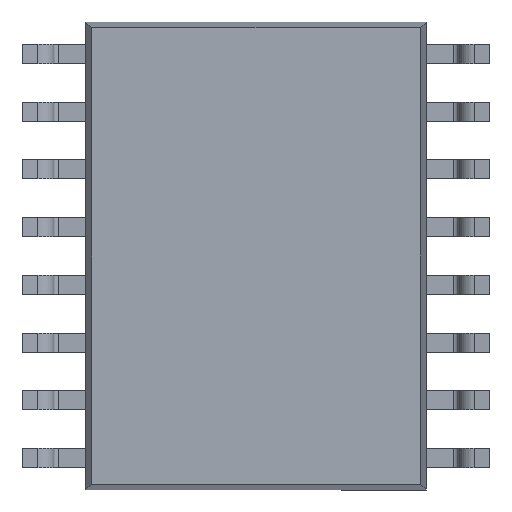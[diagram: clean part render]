
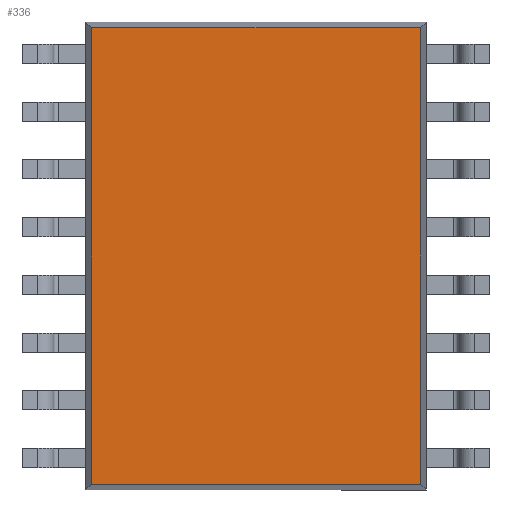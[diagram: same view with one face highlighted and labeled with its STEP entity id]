
A CAD part, front view. The second image highlights one B-rep face of the part: STEP entity #336.
In plain terms, the highlighted planar face has unit normal (0, -1, 0).
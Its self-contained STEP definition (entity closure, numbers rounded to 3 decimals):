
#165 = ORIENTED_EDGE ( 'NONE', *, *, #4219, .T. ) ;
#336 = ADVANCED_FACE ( 'NONE', ( #4109 ), #5769, .T. ) ;
#358 = VECTOR ( 'NONE', #4951, 1000. ) ;
#535 = CARTESIAN_POINT ( 'NONE',  ( 3.75, 0.25, 5.02 ) ) ;
#1118 = VECTOR ( 'NONE', #7016, 1000. ) ;
#1151 = EDGE_CURVE ( 'NONE', #4811, #2036, #7088, .T. ) ;
#1510 = VERTEX_POINT ( 'NONE', #2706 ) ;
#1539 = EDGE_LOOP ( 'NONE', ( #5290, #165, #5787, #1553 ) ) ;
#1553 = ORIENTED_EDGE ( 'NONE', *, *, #1151, .T. ) ;
#1720 = AXIS2_PLACEMENT_3D ( 'NONE', #4040, #5843, #4679 ) ;
#1833 = DIRECTION ( 'NONE',  ( -1., 0., 0. ) ) ;
#1964 = VERTEX_POINT ( 'NONE', #3423 ) ;
#2036 = VERTEX_POINT ( 'NONE', #6181 ) ;
#2332 = VECTOR ( 'NONE', #6083, 1000. ) ;
#2706 = CARTESIAN_POINT ( 'NONE',  ( -3.62, 0.25, -5.02 ) ) ;
#3166 = CARTESIAN_POINT ( 'NONE',  ( 3.62, 0.25, -5.15 ) ) ;
#3423 = CARTESIAN_POINT ( 'NONE',  ( 3.62, 0.25, -5.02 ) ) ;
#4040 = CARTESIAN_POINT ( 'NONE',  ( 0., 0.25, 0. ) ) ;
#4109 = FACE_OUTER_BOUND ( 'NONE', #1539, .T. ) ;
#4219 = EDGE_CURVE ( 'NONE', #1510, #1964, #7473, .T. ) ;
#4649 = LINE ( 'NONE', #5776, #1118 ) ;
#4679 = DIRECTION ( 'NONE',  ( 0., 0., -1. ) ) ;
#4811 = VERTEX_POINT ( 'NONE', #5177 ) ;
#4951 = DIRECTION ( 'NONE',  ( 1., 0., 0. ) ) ;
#5033 = CARTESIAN_POINT ( 'NONE',  ( -3.75, 0.25, -5.02 ) ) ;
#5177 = CARTESIAN_POINT ( 'NONE',  ( 3.62, 0.25, 5.02 ) ) ;
#5290 = ORIENTED_EDGE ( 'NONE', *, *, #5434, .T. ) ;
#5294 = EDGE_CURVE ( 'NONE', #1964, #4811, #7323, .T. ) ;
#5434 = EDGE_CURVE ( 'NONE', #2036, #1510, #4649, .T. ) ;
#5769 = PLANE ( 'NONE',  #1720 ) ;
#5776 = CARTESIAN_POINT ( 'NONE',  ( -3.62, 0.25, 5.15 ) ) ;
#5787 = ORIENTED_EDGE ( 'NONE', *, *, #5294, .T. ) ;
#5843 = DIRECTION ( 'NONE',  ( 0., -1., 0. ) ) ;
#6083 = DIRECTION ( 'NONE',  ( 0., 0., 1. ) ) ;
#6181 = CARTESIAN_POINT ( 'NONE',  ( -3.62, 0.25, 5.02 ) ) ;
#7016 = DIRECTION ( 'NONE',  ( 0., 0., -1. ) ) ;
#7088 = LINE ( 'NONE', #535, #7589 ) ;
#7323 = LINE ( 'NONE', #3166, #2332 ) ;
#7473 = LINE ( 'NONE', #5033, #358 ) ;
#7589 = VECTOR ( 'NONE', #1833, 1000. ) ;
